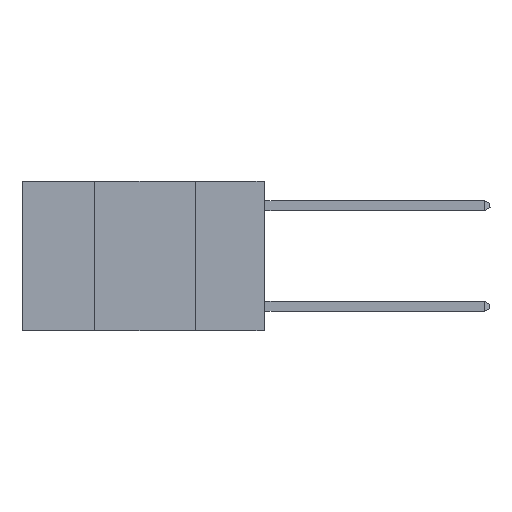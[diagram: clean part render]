
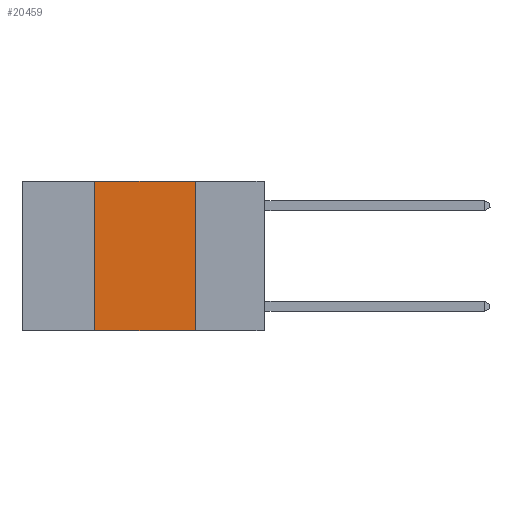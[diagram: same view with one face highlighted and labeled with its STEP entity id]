
A CAD part, left-side view. The second image highlights one B-rep face of the part: STEP entity #20459.
In plain terms, the highlighted planar face has unit normal (-1, 0, 0).
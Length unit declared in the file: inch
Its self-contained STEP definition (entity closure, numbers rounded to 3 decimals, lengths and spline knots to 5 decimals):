
#678 = EDGE_CURVE ( 'NONE', #8567, #15651, #8846, .T. ) ;
#2669 = DIRECTION ( 'NONE',  ( 0., 0., -1. ) ) ;
#3042 = EDGE_CURVE ( 'NONE', #4098, #8567, #19634, .T. ) ;
#3327 = VECTOR ( 'NONE', #15963, 39.37008 ) ;
#3511 = EDGE_CURVE ( 'NONE', #4098, #11366, #15508, .T. ) ;
#4098 = VERTEX_POINT ( 'NONE', #11078 ) ;
#4486 = DIRECTION ( 'NONE',  ( 0., 0., -1. ) ) ;
#5918 = LINE ( 'NONE', #16787, #20892 ) ;
#6784 = PLANE ( 'NONE',  #25875 ) ;
#8486 = ORIENTED_EDGE ( 'NONE', *, *, #3511, .T. ) ;
#8567 = VERTEX_POINT ( 'NONE', #11613 ) ;
#8846 = LINE ( 'NONE', #26002, #3327 ) ;
#9765 = FACE_OUTER_BOUND ( 'NONE', #24051, .T. ) ;
#10456 = EDGE_CURVE ( 'NONE', #15651, #11366, #5918, .T. ) ;
#11078 = CARTESIAN_POINT ( 'NONE',  ( 0., 0.42, -0.37 ) ) ;
#11366 = VERTEX_POINT ( 'NONE', #21496 ) ;
#11613 = CARTESIAN_POINT ( 'NONE',  ( 0., 0.42, 0. ) ) ;
#14252 = VECTOR ( 'NONE', #19029, 39.37008 ) ;
#14850 = ORIENTED_EDGE ( 'NONE', *, *, #678, .F. ) ;
#14867 = VECTOR ( 'NONE', #17502, 39.37008 ) ;
#15029 = DIRECTION ( 'NONE',  ( 1., 0., 0. ) ) ;
#15466 = CARTESIAN_POINT ( 'NONE',  ( 0., 0.6, -0.37 ) ) ;
#15508 = LINE ( 'NONE', #15466, #14867 ) ;
#15651 = VERTEX_POINT ( 'NONE', #16052 ) ;
#15963 = DIRECTION ( 'NONE',  ( 0., -1., 0. ) ) ;
#16052 = CARTESIAN_POINT ( 'NONE',  ( 0., 0.17, 0. ) ) ;
#16787 = CARTESIAN_POINT ( 'NONE',  ( 0., 0.17, 0. ) ) ;
#17361 = ORIENTED_EDGE ( 'NONE', *, *, #10456, .F. ) ;
#17502 = DIRECTION ( 'NONE',  ( 0., -1., 0. ) ) ;
#19029 = DIRECTION ( 'NONE',  ( 0., 0., 1. ) ) ;
#19634 = LINE ( 'NONE', #21049, #14252 ) ;
#20459 = ADVANCED_FACE ( 'NONE', ( #9765 ), #6784, .F. ) ;
#20892 = VECTOR ( 'NONE', #4486, 39.37008 ) ;
#21025 = CARTESIAN_POINT ( 'NONE',  ( 0., 0.6, 0. ) ) ;
#21049 = CARTESIAN_POINT ( 'NONE',  ( 0., 0.42, 0. ) ) ;
#21496 = CARTESIAN_POINT ( 'NONE',  ( 0., 0.17, -0.37 ) ) ;
#23989 = ORIENTED_EDGE ( 'NONE', *, *, #3042, .F. ) ;
#24051 = EDGE_LOOP ( 'NONE', ( #17361, #14850, #23989, #8486 ) ) ;
#25875 = AXIS2_PLACEMENT_3D ( 'NONE', #21025, #15029, #2669 ) ;
#26002 = CARTESIAN_POINT ( 'NONE',  ( 0., 0.6, 0. ) ) ;
